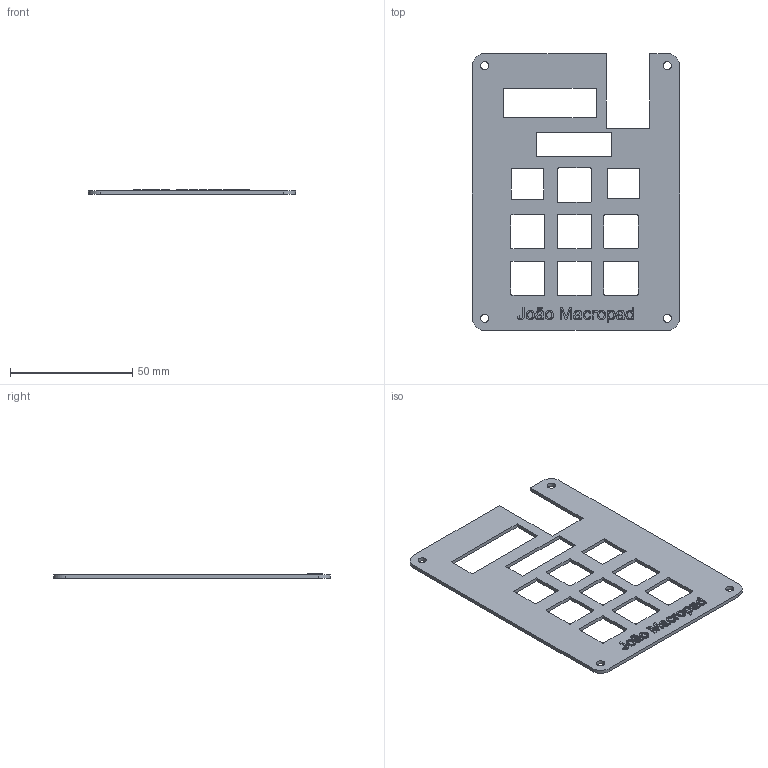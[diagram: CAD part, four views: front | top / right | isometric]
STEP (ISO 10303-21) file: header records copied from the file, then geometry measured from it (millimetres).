
FILE_DESCRIPTION(/* description */ (''),/* implementation_level */ '2;1');
FILE_NAME(/* name */ 'Top Part.step',/* time_stamp */ '2026-01-07T19:50:35Z',/* author */ (''),/* organization */ (''),/* preprocessor_version */ 'ST-DEVELOPER v20.1',/* originating_system */ 'Autodesk Translation Framework v14.21.0.0',/* authorisation */ '');
FILE_SCHEMA (('AUTOMOTIVE_DESIGN { 1 0 10303 214 3 1 1 }'));
Length unit declared in the file: millimetre
Products named in the file (1): 2026-01-06-21-28-11-643
Bounding box: 84.64 x 113.25 x 2 mm (x, y, z)
Volume: 9815.9 mm3; surface area: 14914.6 mm2
Topology: 1 solids, 1 shells, 393 faces, 1110 edges, 740 vertices
Faces by surface type: bspline 233, plane 124, cylinder 36
Full cylindrical faces by diameter (mm): 3.4 x4
Entity records: 15385 total; most frequent: CARTESIAN_POINT 6651, ORIENTED_EDGE 2220, EDGE_CURVE 1110, DIRECTION 1038, VERTEX_POINT 740, LINE 572, VECTOR 572, B_SPLINE_CURVE_WITH_KNOTS 466
